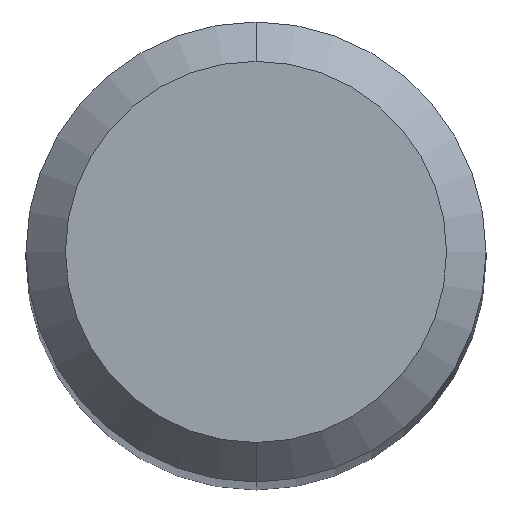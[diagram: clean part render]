
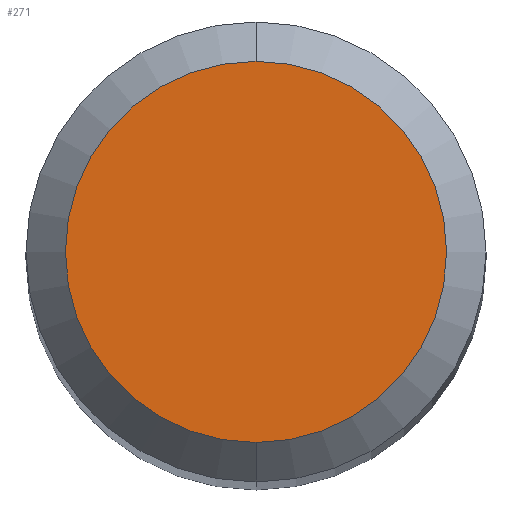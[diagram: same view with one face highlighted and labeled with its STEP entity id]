
A CAD part, top view. The second image highlights one B-rep face of the part: STEP entity #271.
In plain terms, the highlighted planar face has unit normal (0, 0, 1).
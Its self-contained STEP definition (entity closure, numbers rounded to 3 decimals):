
#157=EDGE_CURVE('',#235,#293,#376,.T.);
#199=EDGE_CURVE('',#293,#235,#420,.T.);
#235=VERTEX_POINT('',#460);
#271=ADVANCED_FACE('',(#504),#505,.T.);
#293=VERTEX_POINT('',#529);
#376=CIRCLE('',#623,1.45);
#420=CIRCLE('',#679,1.45);
#460=CARTESIAN_POINT('',(0.,-1.45,0.0));
#504=FACE_OUTER_BOUND('',#787,.T.);
#505=PLANE('',#788);
#529=CARTESIAN_POINT('',(0.0,1.45,0.0));
#623=AXIS2_PLACEMENT_3D('',#911,#912,#913);
#679=AXIS2_PLACEMENT_3D('',#947,#948,#949);
#787=EDGE_LOOP('',(#1073,#1074));
#788=AXIS2_PLACEMENT_3D('',#1075,#1076,#1077);
#911=CARTESIAN_POINT('',(0.0,0.0,0.0));
#912=DIRECTION('',(0.0,0.0,-1.0));
#913=DIRECTION('',(0.0,1.0,0.0));
#947=CARTESIAN_POINT('',(0.0,0.0,0.0));
#948=DIRECTION('',(0.0,0.0,-1.0));
#949=DIRECTION('',(0.0,1.0,0.0));
#1073=ORIENTED_EDGE('',*,*,#199,.F.);
#1074=ORIENTED_EDGE('',*,*,#157,.F.);
#1075=CARTESIAN_POINT('',(0.0,0.725,0.0));
#1076=DIRECTION('',(-0.0,0.0,1.0));
#1077=DIRECTION('',(0.0,-1.0,0.0));
